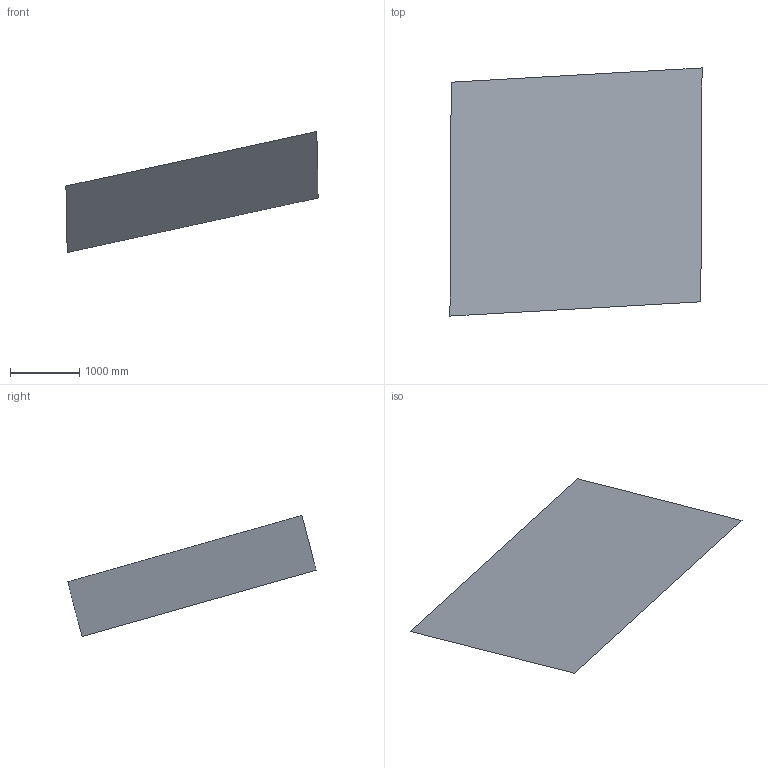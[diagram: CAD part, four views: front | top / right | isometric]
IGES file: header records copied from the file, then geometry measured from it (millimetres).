
Global section: file name: 20080314.MC9; native system: MASTERCAM; preprocessor: 1; date: 080407.075608; units: inch
Bounding box: 3643.24 x 3586.19 x 1747.49 mm (x, y, z)
Surface area: 13588205.9 mm2 (no closed solid volume)
Topology: 0 solids, 0 shells, 1 faces, 22 edges, 949 vertices
Faces by surface type: bspline 1
